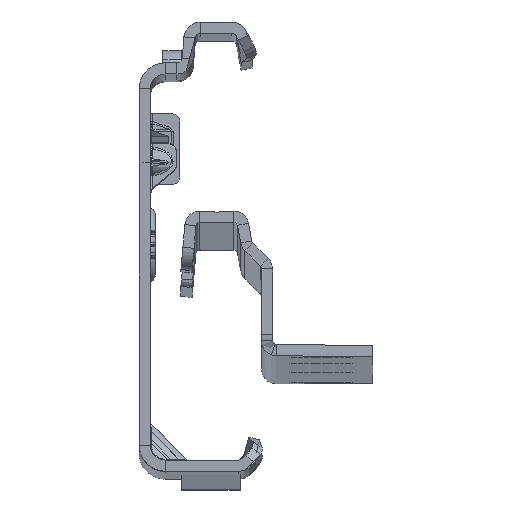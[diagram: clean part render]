
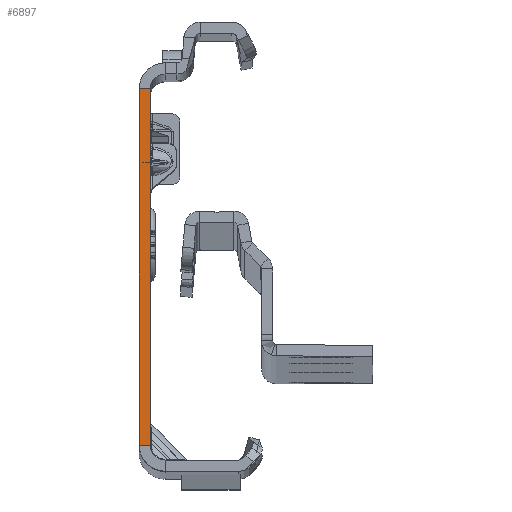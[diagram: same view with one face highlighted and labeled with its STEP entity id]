
A CAD part, top view. The second image highlights one B-rep face of the part: STEP entity #6897.
In plain terms, the highlighted planar face has unit normal (0, 0, 1).
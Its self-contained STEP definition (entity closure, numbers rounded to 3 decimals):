
#789 = EDGE_LOOP ( 'NONE', ( #33935, #22043, #24748, #46070 ) ) ;
#1005 = CARTESIAN_POINT ( 'NONE',  ( -1.5, 22.135, 0. ) ) ;
#2532 = EDGE_CURVE ( 'NONE', #30189, #2789, #14880, .T. ) ;
#2789 = VERTEX_POINT ( 'NONE', #27206 ) ;
#3195 = CARTESIAN_POINT ( 'NONE',  ( -1.5, -25.865, 0. ) ) ;
#3307 = DIRECTION ( 'NONE',  ( 0., 0., 1. ) ) ;
#4044 = CARTESIAN_POINT ( 'NONE',  ( -1.5, -27.865, 0. ) ) ;
#6897 = ADVANCED_FACE ( 'NONE', ( #36099 ), #27420, .T. ) ;
#8580 = DIRECTION ( 'NONE',  ( 0., -1., 0. ) ) ;
#10936 = VECTOR ( 'NONE', #53687, 1000. ) ;
#11202 = CARTESIAN_POINT ( 'NONE',  ( 0., -25.865, 0. ) ) ;
#14880 = LINE ( 'NONE', #23290, #46046 ) ;
#21497 = VECTOR ( 'NONE', #34838, 1000. ) ;
#22043 = ORIENTED_EDGE ( 'NONE', *, *, #23228, .T. ) ;
#22126 = LINE ( 'NONE', #42729, #21497 ) ;
#23228 = EDGE_CURVE ( 'NONE', #30189, #50639, #22126, .T. ) ;
#23290 = CARTESIAN_POINT ( 'NONE',  ( 0., -27.865, 0. ) ) ;
#23892 = CARTESIAN_POINT ( 'NONE',  ( -1.5, -27.865, 0. ) ) ;
#24162 = LINE ( 'NONE', #11202, #35419 ) ;
#24638 = VERTEX_POINT ( 'NONE', #3195 ) ;
#24748 = ORIENTED_EDGE ( 'NONE', *, *, #34051, .T. ) ;
#25288 = EDGE_CURVE ( 'NONE', #2789, #24638, #24162, .T. ) ;
#25575 = CARTESIAN_POINT ( 'NONE',  ( 0., 22.135, 0. ) ) ;
#27206 = CARTESIAN_POINT ( 'NONE',  ( 0., -25.865, 0. ) ) ;
#27420 = PLANE ( 'NONE',  #42252 ) ;
#30189 = VERTEX_POINT ( 'NONE', #25575 ) ;
#33935 = ORIENTED_EDGE ( 'NONE', *, *, #2532, .F. ) ;
#34051 = EDGE_CURVE ( 'NONE', #50639, #24638, #38198, .T. ) ;
#34838 = DIRECTION ( 'NONE',  ( -1., 0., 0. ) ) ;
#35419 = VECTOR ( 'NONE', #36914, 1000. ) ;
#36099 = FACE_OUTER_BOUND ( 'NONE', #789, .T. ) ;
#36914 = DIRECTION ( 'NONE',  ( -1., 0., 0. ) ) ;
#38198 = LINE ( 'NONE', #4044, #10936 ) ;
#42252 = AXIS2_PLACEMENT_3D ( 'NONE', #23892, #3307, #52676 ) ;
#42729 = CARTESIAN_POINT ( 'NONE',  ( 0., 22.135, 0. ) ) ;
#46046 = VECTOR ( 'NONE', #8580, 1000. ) ;
#46070 = ORIENTED_EDGE ( 'NONE', *, *, #25288, .F. ) ;
#50639 = VERTEX_POINT ( 'NONE', #1005 ) ;
#52676 = DIRECTION ( 'NONE',  ( 1., 0., 0. ) ) ;
#53687 = DIRECTION ( 'NONE',  ( 0., -1., 0. ) ) ;
